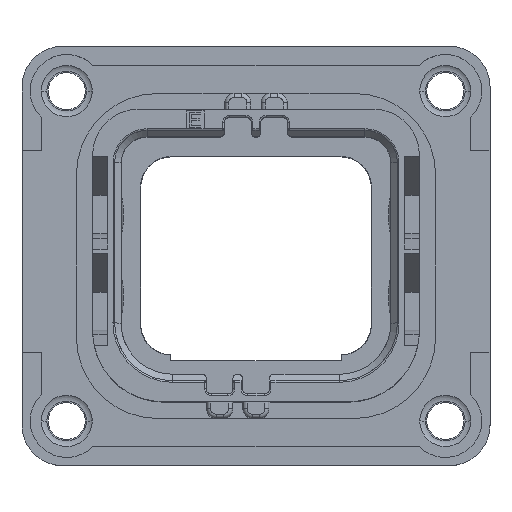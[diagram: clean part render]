
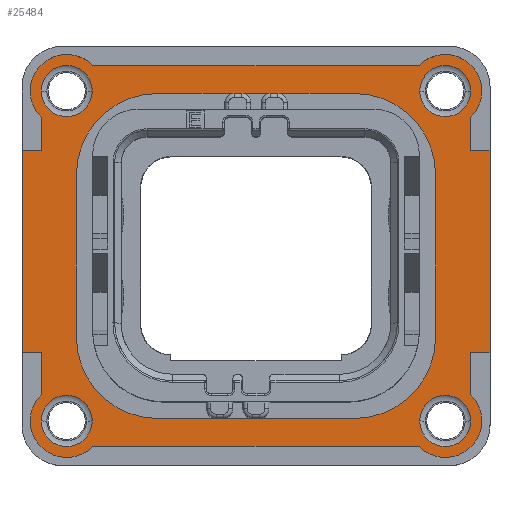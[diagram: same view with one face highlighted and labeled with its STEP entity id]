
A CAD part, top view. The second image highlights one B-rep face of the part: STEP entity #25484.
In plain terms, the highlighted planar face has unit normal (0, 0, 1).
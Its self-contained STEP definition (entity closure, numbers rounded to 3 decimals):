
#373=DIRECTION('',(0.,-1.,0.));
#374=VECTOR('',#373,12.45);
#375=CARTESIAN_POINT('',(-14.4,6.5,1.5));
#376=LINE('',#375,#374);
#436=CARTESIAN_POINT('',(-11.65,10.15,1.5));
#437=DIRECTION('',(0.,0.,1.));
#438=DIRECTION('',(0.716,0.698,0.));
#439=AXIS2_PLACEMENT_3D('',#436,#437,#438);
#449=CARTESIAN_POINT('',(11.65,10.15,1.5));
#450=DIRECTION('',(0.,0.,1.));
#451=DIRECTION('',(0.698,-0.716,0.));
#452=AXIS2_PLACEMENT_3D('',#449,#450,#451);
#459=DIRECTION('',(0.,1.,0.));
#460=VECTOR('',#459,2.588);
#461=CARTESIAN_POINT('',(13.22,-8.538,1.5));
#462=LINE('',#461,#460);
#463=DIRECTION('',(1.,0.,0.));
#464=VECTOR('',#463,20.077);
#465=CARTESIAN_POINT('',(-10.038,-11.72,1.5));
#466=LINE('',#465,#464);
#467=DIRECTION('',(0.,-1.,0.));
#468=VECTOR('',#467,2.588);
#469=CARTESIAN_POINT('',(-13.22,-5.95,1.5));
#470=LINE('',#469,#468);
#471=DIRECTION('',(1.,0.,0.));
#472=VECTOR('',#471,1.18);
#473=CARTESIAN_POINT('',(-14.4,-5.95,1.5));
#474=LINE('',#473,#472);
#475=DIRECTION('',(-1.,0.,0.));
#476=VECTOR('',#475,1.18);
#477=CARTESIAN_POINT('',(-13.22,6.5,1.5));
#478=LINE('',#477,#476);
#479=DIRECTION('',(0.,-1.,0.));
#480=VECTOR('',#479,2.038);
#481=CARTESIAN_POINT('',(-13.22,8.538,1.5));
#482=LINE('',#481,#480);
#483=DIRECTION('',(-1.,0.,0.));
#484=VECTOR('',#483,20.077);
#485=CARTESIAN_POINT('',(10.038,11.72,1.5));
#486=LINE('',#485,#484);
#487=DIRECTION('',(0.,1.,0.));
#488=VECTOR('',#487,2.038);
#489=CARTESIAN_POINT('',(13.22,6.5,1.5));
#490=LINE('',#489,#488);
#491=DIRECTION('',(-1.,0.,0.));
#492=VECTOR('',#491,1.18);
#493=CARTESIAN_POINT('',(14.4,6.5,1.5));
#494=LINE('',#493,#492);
#495=DIRECTION('',(1.,0.,0.));
#496=VECTOR('',#495,1.18);
#497=CARTESIAN_POINT('',(13.22,-5.95,1.5));
#498=LINE('',#497,#496);
#499=CARTESIAN_POINT('',(11.65,-10.15,1.5));
#500=DIRECTION('',(0.,0.,1.));
#501=DIRECTION('',(-1.,0.,0.));
#502=AXIS2_PLACEMENT_3D('',#499,#500,#501);
#504=CARTESIAN_POINT('',(-11.65,-10.15,1.5));
#505=DIRECTION('',(0.,0.,1.));
#506=DIRECTION('',(-1.,0.,0.));
#507=AXIS2_PLACEMENT_3D('',#504,#505,#506);
#509=CARTESIAN_POINT('',(-11.65,10.15,1.5));
#510=DIRECTION('',(0.,0.,1.));
#511=DIRECTION('',(1.,0.,0.));
#512=AXIS2_PLACEMENT_3D('',#509,#510,#511);
#514=CARTESIAN_POINT('',(11.65,10.15,1.5));
#515=DIRECTION('',(0.,0.,1.));
#516=DIRECTION('',(1.,0.,0.));
#517=AXIS2_PLACEMENT_3D('',#514,#515,#516);
#519=CARTESIAN_POINT('',(6.05,5.,1.5));
#520=DIRECTION('',(0.,0.,-1.));
#521=DIRECTION('',(0.,1.,0.));
#522=AXIS2_PLACEMENT_3D('',#519,#520,#521);
#524=DIRECTION('',(1.,0.,0.));
#525=VECTOR('',#524,12.1);
#526=CARTESIAN_POINT('',(-6.05,10.,1.5));
#527=LINE('',#526,#525);
#528=CARTESIAN_POINT('',(-6.05,5.,1.5));
#529=DIRECTION('',(0.,0.,-1.));
#530=DIRECTION('',(-1.,0.,0.));
#531=AXIS2_PLACEMENT_3D('',#528,#529,#530);
#533=DIRECTION('',(0.,1.,0.));
#534=VECTOR('',#533,10.);
#535=CARTESIAN_POINT('',(-11.05,-5.,1.5));
#536=LINE('',#535,#534);
#537=CARTESIAN_POINT('',(-6.05,-5.,1.5));
#538=DIRECTION('',(0.,0.,-1.));
#539=DIRECTION('',(0.,-1.,0.));
#540=AXIS2_PLACEMENT_3D('',#537,#538,#539);
#542=DIRECTION('',(-1.,0.,0.));
#543=VECTOR('',#542,12.1);
#544=CARTESIAN_POINT('',(6.05,-10.,1.5));
#545=LINE('',#544,#543);
#546=CARTESIAN_POINT('',(6.05,-5.,1.5));
#547=DIRECTION('',(0.,0.,-1.));
#548=DIRECTION('',(1.,0.,0.));
#549=AXIS2_PLACEMENT_3D('',#546,#547,#548);
#551=DIRECTION('',(0.,-1.,0.));
#552=VECTOR('',#551,10.);
#553=CARTESIAN_POINT('',(11.05,5.,1.5));
#554=LINE('',#553,#552);
#559=CARTESIAN_POINT('',(11.65,-10.15,1.5));
#560=DIRECTION('',(0.,0.,1.));
#561=DIRECTION('',(-0.716,-0.698,0.));
#562=AXIS2_PLACEMENT_3D('',#559,#560,#561);
#616=CARTESIAN_POINT('',(-11.65,-10.15,1.5));
#617=DIRECTION('',(0.,0.,1.));
#618=DIRECTION('',(-0.698,0.716,0.));
#619=AXIS2_PLACEMENT_3D('',#616,#617,#618);
#645=DIRECTION('',(0.,1.,0.));
#646=VECTOR('',#645,12.45);
#647=CARTESIAN_POINT('',(14.4,-5.95,1.5));
#648=LINE('',#647,#646);
#701=CARTESIAN_POINT('',(11.65,-10.15,1.5));
#702=DIRECTION('',(0.,0.,1.));
#703=DIRECTION('',(1.,0.,0.));
#704=AXIS2_PLACEMENT_3D('',#701,#702,#703);
#706=CARTESIAN_POINT('',(-11.65,-10.15,1.5));
#707=DIRECTION('',(0.,0.,1.));
#708=DIRECTION('',(1.,0.,0.));
#709=AXIS2_PLACEMENT_3D('',#706,#707,#708);
#727=CARTESIAN_POINT('',(-11.65,10.15,1.5));
#728=DIRECTION('',(0.,0.,1.));
#729=DIRECTION('',(-1.,0.,0.));
#730=AXIS2_PLACEMENT_3D('',#727,#728,#729);
#732=CARTESIAN_POINT('',(11.65,10.15,1.5));
#733=DIRECTION('',(0.,0.,1.));
#734=DIRECTION('',(-1.,0.,0.));
#735=AXIS2_PLACEMENT_3D('',#732,#733,#734);
#21883=CARTESIAN_POINT('',(-6.05,10.,1.5));
#21884=CARTESIAN_POINT('',(6.05,10.,1.5));
#21885=VERTEX_POINT('',#21883);
#21886=VERTEX_POINT('',#21884);
#21887=CARTESIAN_POINT('',(11.05,-5.,1.5));
#21888=CARTESIAN_POINT('',(6.05,-10.,1.5));
#21889=VERTEX_POINT('',#21887);
#21890=VERTEX_POINT('',#21888);
#21891=CARTESIAN_POINT('',(11.05,5.,1.5));
#21892=VERTEX_POINT('',#21891);
#21893=CARTESIAN_POINT('',(-11.05,5.,1.5));
#21894=VERTEX_POINT('',#21893);
#21895=CARTESIAN_POINT('',(-11.05,-5.,1.5));
#21896=VERTEX_POINT('',#21895);
#21897=CARTESIAN_POINT('',(-6.05,-10.,1.5));
#21898=VERTEX_POINT('',#21897);
#21929=CARTESIAN_POINT('',(14.4,-5.95,1.5));
#21930=CARTESIAN_POINT('',(14.4,6.5,1.5));
#21931=VERTEX_POINT('',#21929);
#21932=VERTEX_POINT('',#21930);
#21933=CARTESIAN_POINT('',(-14.4,6.5,1.5));
#21934=CARTESIAN_POINT('',(-14.4,-5.95,1.5));
#21935=VERTEX_POINT('',#21933);
#21936=VERTEX_POINT('',#21934);
#21937=CARTESIAN_POINT('',(10.08,10.15,1.5));
#21938=VERTEX_POINT('',#21937);
#21939=CARTESIAN_POINT('',(-10.08,10.15,1.5));
#21940=VERTEX_POINT('',#21939);
#21941=CARTESIAN_POINT('',(-10.08,-10.15,1.5));
#21942=VERTEX_POINT('',#21941);
#21943=CARTESIAN_POINT('',(10.08,-10.15,1.5));
#21944=VERTEX_POINT('',#21943);
#21945=CARTESIAN_POINT('',(-13.22,6.5,1.5));
#21946=VERTEX_POINT('',#21945);
#21947=CARTESIAN_POINT('',(13.22,6.5,1.5));
#21948=VERTEX_POINT('',#21947);
#21949=CARTESIAN_POINT('',(-13.22,-5.95,1.5));
#21950=VERTEX_POINT('',#21949);
#22265=CARTESIAN_POINT('',(13.22,-5.95,1.5));
#22266=VERTEX_POINT('',#22265);
#22596=CARTESIAN_POINT('',(13.22,8.538,1.5));
#22598=VERTEX_POINT('',#22596);
#22600=CARTESIAN_POINT('',(-10.038,-11.72,1.5));
#22602=VERTEX_POINT('',#22600);
#22604=CARTESIAN_POINT('',(10.038,-11.72,1.5));
#22606=VERTEX_POINT('',#22604);
#22608=CARTESIAN_POINT('',(-13.22,-8.538,1.5));
#22610=VERTEX_POINT('',#22608);
#22612=CARTESIAN_POINT('',(-10.038,11.72,1.5));
#22614=VERTEX_POINT('',#22612);
#22616=CARTESIAN_POINT('',(10.038,11.72,1.5));
#22618=VERTEX_POINT('',#22616);
#22620=CARTESIAN_POINT('',(-13.22,8.538,1.5));
#22622=VERTEX_POINT('',#22620);
#22624=CARTESIAN_POINT('',(13.22,-8.538,1.5));
#22626=VERTEX_POINT('',#22624);
#22628=CARTESIAN_POINT('',(13.22,10.15,1.5));
#22629=VERTEX_POINT('',#22628);
#22630=CARTESIAN_POINT('',(-13.22,10.15,1.5));
#22631=VERTEX_POINT('',#22630);
#22632=CARTESIAN_POINT('',(-13.22,-10.15,1.5));
#22633=VERTEX_POINT('',#22632);
#22634=CARTESIAN_POINT('',(13.22,-10.15,1.5));
#22635=VERTEX_POINT('',#22634);
#25407=CARTESIAN_POINT('',(0.,0.,1.5));
#25408=DIRECTION('',(0.,0.,1.));
#25409=DIRECTION('',(1.,0.,0.));
#25410=AXIS2_PLACEMENT_3D('',#25407,#25408,#25409);
#25411=PLANE('',#25410);
#25413=ORIENTED_EDGE('',*,*,#25412,.F.);
#25415=ORIENTED_EDGE('',*,*,#25414,.F.);
#25417=ORIENTED_EDGE('',*,*,#25416,.F.);
#25419=ORIENTED_EDGE('',*,*,#25418,.F.);
#25421=ORIENTED_EDGE('',*,*,#25420,.F.);
#25423=ORIENTED_EDGE('',*,*,#25422,.F.);
#25424=ORIENTED_EDGE('',*,*,#25320,.F.);
#25426=ORIENTED_EDGE('',*,*,#25425,.F.);
#25428=ORIENTED_EDGE('',*,*,#25427,.F.);
#25429=ORIENTED_EDGE('',*,*,#25372,.F.);
#25430=ORIENTED_EDGE('',*,*,#25388,.F.);
#25431=ORIENTED_EDGE('',*,*,#25398,.F.);
#25433=ORIENTED_EDGE('',*,*,#25432,.F.);
#25435=ORIENTED_EDGE('',*,*,#25434,.F.);
#25437=ORIENTED_EDGE('',*,*,#25436,.F.);
#25439=ORIENTED_EDGE('',*,*,#25438,.F.);
#25440=EDGE_LOOP('',(#25413,#25415,#25417,#25419,#25421,#25423,#25424,#25426,
#25428,#25429,#25430,#25431,#25433,#25435,#25437,#25439));
#25441=FACE_OUTER_BOUND('',#25440,.F.);
#25443=ORIENTED_EDGE('',*,*,#25442,.T.);
#25445=ORIENTED_EDGE('',*,*,#25444,.T.);
#25446=EDGE_LOOP('',(#25443,#25445));
#25447=FACE_BOUND('',#25446,.F.);
#25449=ORIENTED_EDGE('',*,*,#25448,.T.);
#25451=ORIENTED_EDGE('',*,*,#25450,.T.);
#25452=EDGE_LOOP('',(#25449,#25451));
#25453=FACE_BOUND('',#25452,.F.);
#25455=ORIENTED_EDGE('',*,*,#25454,.T.);
#25457=ORIENTED_EDGE('',*,*,#25456,.T.);
#25458=EDGE_LOOP('',(#25455,#25457));
#25459=FACE_BOUND('',#25458,.F.);
#25461=ORIENTED_EDGE('',*,*,#25460,.T.);
#25463=ORIENTED_EDGE('',*,*,#25462,.T.);
#25464=EDGE_LOOP('',(#25461,#25463));
#25465=FACE_BOUND('',#25464,.F.);
#25467=ORIENTED_EDGE('',*,*,#25466,.F.);
#25469=ORIENTED_EDGE('',*,*,#25468,.F.);
#25471=ORIENTED_EDGE('',*,*,#25470,.F.);
#25473=ORIENTED_EDGE('',*,*,#25472,.F.);
#25475=ORIENTED_EDGE('',*,*,#25474,.F.);
#25477=ORIENTED_EDGE('',*,*,#25476,.F.);
#25479=ORIENTED_EDGE('',*,*,#25478,.F.);
#25481=ORIENTED_EDGE('',*,*,#25480,.F.);
#25482=EDGE_LOOP('',(#25467,#25469,#25471,#25473,#25475,#25477,#25479,#25481));
#25483=FACE_BOUND('',#25482,.F.);
#25484=ADVANCED_FACE('',(#25441,#25447,#25453,#25459,#25465,#25483),#25411,.T.);
#440=CIRCLE('',#439,2.25);
#453=CIRCLE('',#452,2.25);
#503=CIRCLE('',#502,1.57);
#508=CIRCLE('',#507,1.57);
#513=CIRCLE('',#512,1.57);
#518=CIRCLE('',#517,1.57);
#523=CIRCLE('',#522,5.);
#532=CIRCLE('',#531,5.);
#541=CIRCLE('',#540,5.);
#550=CIRCLE('',#549,5.);
#563=CIRCLE('',#562,2.25);
#620=CIRCLE('',#619,2.25);
#705=CIRCLE('',#704,1.57);
#710=CIRCLE('',#709,1.57);
#731=CIRCLE('',#730,1.57);
#736=CIRCLE('',#735,1.57);
#25320=EDGE_CURVE('',#21935,#21936,#376,.T.);
#25372=EDGE_CURVE('',#22614,#22622,#440,.T.);
#25388=EDGE_CURVE('',#22618,#22614,#486,.T.);
#25398=EDGE_CURVE('',#22598,#22618,#453,.T.);
#25412=EDGE_CURVE('',#22626,#22266,#462,.T.);
#25414=EDGE_CURVE('',#22606,#22626,#563,.T.);
#25416=EDGE_CURVE('',#22602,#22606,#466,.T.);
#25418=EDGE_CURVE('',#22610,#22602,#620,.T.);
#25420=EDGE_CURVE('',#21950,#22610,#470,.T.);
#25422=EDGE_CURVE('',#21936,#21950,#474,.T.);
#25425=EDGE_CURVE('',#21946,#21935,#478,.T.);
#25427=EDGE_CURVE('',#22622,#21946,#482,.T.);
#25432=EDGE_CURVE('',#21948,#22598,#490,.T.);
#25434=EDGE_CURVE('',#21932,#21948,#494,.T.);
#25436=EDGE_CURVE('',#21931,#21932,#648,.T.);
#25438=EDGE_CURVE('',#22266,#21931,#498,.T.);
#25442=EDGE_CURVE('',#21944,#22635,#503,.T.);
#25444=EDGE_CURVE('',#22635,#21944,#705,.T.);
#25448=EDGE_CURVE('',#21942,#22633,#710,.T.);
#25450=EDGE_CURVE('',#22633,#21942,#508,.T.);
#25454=EDGE_CURVE('',#21940,#22631,#513,.T.);
#25456=EDGE_CURVE('',#22631,#21940,#731,.T.);
#25460=EDGE_CURVE('',#21938,#22629,#736,.T.);
#25462=EDGE_CURVE('',#22629,#21938,#518,.T.);
#25466=EDGE_CURVE('',#21886,#21892,#523,.T.);
#25468=EDGE_CURVE('',#21885,#21886,#527,.T.);
#25470=EDGE_CURVE('',#21894,#21885,#532,.T.);
#25472=EDGE_CURVE('',#21896,#21894,#536,.T.);
#25474=EDGE_CURVE('',#21898,#21896,#541,.T.);
#25476=EDGE_CURVE('',#21890,#21898,#545,.T.);
#25478=EDGE_CURVE('',#21889,#21890,#550,.T.);
#25480=EDGE_CURVE('',#21892,#21889,#554,.T.);
